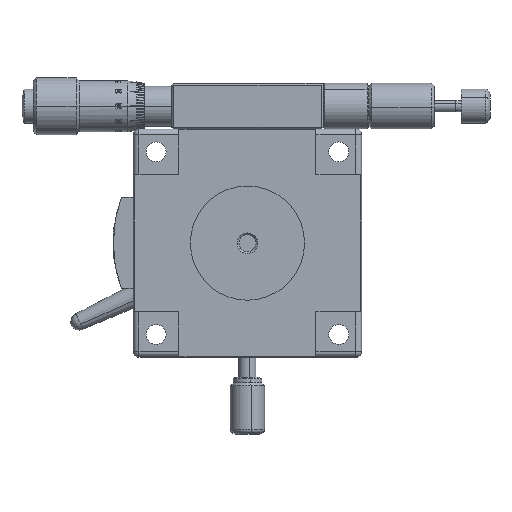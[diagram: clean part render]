
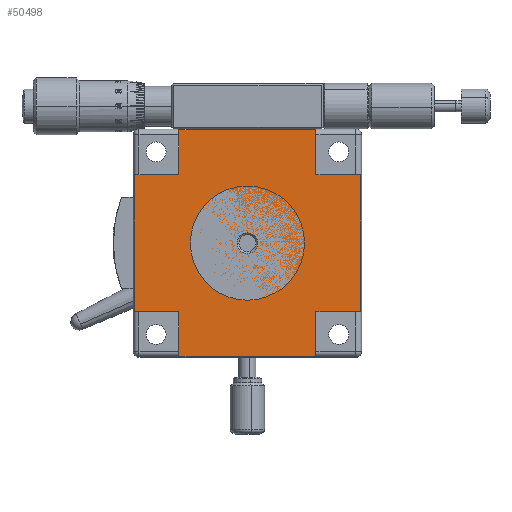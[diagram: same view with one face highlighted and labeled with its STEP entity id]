
A CAD part, front view. The second image highlights one B-rep face of the part: STEP entity #50498.
In plain terms, the highlighted planar face has unit normal (0, -1, 0).
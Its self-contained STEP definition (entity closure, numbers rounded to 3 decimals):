
#1155 = CARTESIAN_POINT ( 'NONE',  ( 0., 0., 0. ) ) ;
#3226 = DIRECTION ( 'NONE',  ( 0., 1., 0. ) ) ;
#3490 = CARTESIAN_POINT ( 'NONE',  ( -12., 0., -19.866 ) ) ;
#3616 = CARTESIAN_POINT ( 'NONE',  ( 12., 0., 20. ) ) ;
#3929 = PLANE ( 'NONE',  #109722 ) ;
#4138 = LINE ( 'NONE', #44834, #62242 ) ;
#4198 = LINE ( 'NONE', #34900, #122252 ) ;
#5475 = CARTESIAN_POINT ( 'NONE',  ( 12., 0., -19.866 ) ) ;
#6111 = VERTEX_POINT ( 'NONE', #46205 ) ;
#8299 = VERTEX_POINT ( 'NONE', #3490 ) ;
#8881 = VECTOR ( 'NONE', #39931, 1000. ) ;
#12632 = FACE_BOUND ( 'NONE', #87819, .T. ) ;
#13440 = AXIS2_PLACEMENT_3D ( 'NONE', #94668, #3226, #43924 ) ;
#13461 = EDGE_CURVE ( 'NONE', #126768, #57394, #22619, .T. ) ;
#13765 = DIRECTION ( 'NONE',  ( 0., 1., 0. ) ) ;
#14141 = CARTESIAN_POINT ( 'NONE',  ( -1.559, 0., 0.9 ) ) ;
#14547 = CARTESIAN_POINT ( 'NONE',  ( 12., 0., -12. ) ) ;
#15907 = ORIENTED_EDGE ( 'NONE', *, *, #65161, .T. ) ;
#16915 = VECTOR ( 'NONE', #66022, 1000. ) ;
#17301 = VERTEX_POINT ( 'NONE', #65137 ) ;
#19344 = ORIENTED_EDGE ( 'NONE', *, *, #75233, .F. ) ;
#22504 = CARTESIAN_POINT ( 'NONE',  ( 19.866, 0., 12. ) ) ;
#22619 = LINE ( 'NONE', #14547, #63849 ) ;
#23476 = ORIENTED_EDGE ( 'NONE', *, *, #85667, .F. ) ;
#25407 = ORIENTED_EDGE ( 'NONE', *, *, #46767, .T. ) ;
#26993 = CIRCLE ( 'NONE', #125006, 1.8 ) ;
#30209 = VECTOR ( 'NONE', #73157, 1000. ) ;
#30357 = CARTESIAN_POINT ( 'NONE',  ( -19.866, 0., -12. ) ) ;
#33077 = ORIENTED_EDGE ( 'NONE', *, *, #94576, .F. ) ;
#34900 = CARTESIAN_POINT ( 'NONE',  ( -20., 0., -12. ) ) ;
#35092 = ORIENTED_EDGE ( 'NONE', *, *, #114625, .T. ) ;
#37274 = VECTOR ( 'NONE', #73664, 1000. ) ;
#37677 = LINE ( 'NONE', #97120, #64360 ) ;
#38729 = VERTEX_POINT ( 'NONE', #5475 ) ;
#39931 = DIRECTION ( 'NONE',  ( 0., 0., -1. ) ) ;
#42674 = DIRECTION ( 'NONE',  ( 0., 1., 0. ) ) ;
#43924 = DIRECTION ( 'NONE',  ( 0.866, 0., -0.5 ) ) ;
#44078 = VERTEX_POINT ( 'NONE', #102927 ) ;
#44834 = CARTESIAN_POINT ( 'NONE',  ( -12., 0., -19.866 ) ) ;
#46205 = CARTESIAN_POINT ( 'NONE',  ( -12., 0., -12. ) ) ;
#46767 = EDGE_CURVE ( 'NONE', #8299, #38729, #4138, .T. ) ;
#47805 = DIRECTION ( 'NONE',  ( -1., 0., 0. ) ) ;
#50498 = ADVANCED_FACE ( 'NONE', ( #12632, #96699 ), #3929, .F. ) ;
#51010 = VERTEX_POINT ( 'NONE', #30357 ) ;
#51395 = ORIENTED_EDGE ( 'NONE', *, *, #82944, .F. ) ;
#52340 = LINE ( 'NONE', #73031, #65413 ) ;
#54650 = DIRECTION ( 'NONE',  ( 1., 0., 0. ) ) ;
#57394 = VERTEX_POINT ( 'NONE', #117240 ) ;
#61079 = VERTEX_POINT ( 'NONE', #108132 ) ;
#61851 = VERTEX_POINT ( 'NONE', #121799 ) ;
#62242 = VECTOR ( 'NONE', #66202, 1000. ) ;
#63294 = DIRECTION ( 'NONE',  ( -1., 0., 0. ) ) ;
#63849 = VECTOR ( 'NONE', #63294, 1000. ) ;
#64176 = CARTESIAN_POINT ( 'NONE',  ( 1.559, 0., -0.9 ) ) ;
#64360 = VECTOR ( 'NONE', #86457, 1000. ) ;
#64694 = LINE ( 'NONE', #96729, #16915 ) ;
#65137 = CARTESIAN_POINT ( 'NONE',  ( -19.866, 0., 12. ) ) ;
#65161 = EDGE_CURVE ( 'NONE', #127326, #85999, #88050, .T. ) ;
#65413 = VECTOR ( 'NONE', #82379, 1000. ) ;
#66022 = DIRECTION ( 'NONE',  ( 1., 0., 0. ) ) ;
#66202 = DIRECTION ( 'NONE',  ( 1., 0., 0. ) ) ;
#69837 = CARTESIAN_POINT ( 'NONE',  ( 12., 0., 19.866 ) ) ;
#70622 = LINE ( 'NONE', #3616, #8881 ) ;
#73031 = CARTESIAN_POINT ( 'NONE',  ( -12., 0., 20. ) ) ;
#73157 = DIRECTION ( 'NONE',  ( 0., 0., -1. ) ) ;
#73664 = DIRECTION ( 'NONE',  ( 0., 0., 1. ) ) ;
#75233 = EDGE_CURVE ( 'NONE', #17301, #61079, #64694, .T. ) ;
#75270 = VECTOR ( 'NONE', #91973, 1000. ) ;
#75309 = EDGE_LOOP ( 'NONE', ( #128945, #25407, #129292, #108176, #87628, #51395, #23476, #80511, #33077, #19344, #35092, #98248 ) ) ;
#76363 = LINE ( 'NONE', #112636, #75270 ) ;
#77871 = VECTOR ( 'NONE', #82547, 1000. ) ;
#77933 = LINE ( 'NONE', #118615, #77871 ) ;
#80511 = ORIENTED_EDGE ( 'NONE', *, *, #103123, .T. ) ;
#82356 = EDGE_CURVE ( 'NONE', #126768, #84335, #126336, .T. ) ;
#82379 = DIRECTION ( 'NONE',  ( 0., 0., 1. ) ) ;
#82547 = DIRECTION ( 'NONE',  ( 1., 0., 0. ) ) ;
#82944 = EDGE_CURVE ( 'NONE', #44078, #84335, #77933, .T. ) ;
#84062 = CARTESIAN_POINT ( 'NONE',  ( -20., 0., 20. ) ) ;
#84335 = VERTEX_POINT ( 'NONE', #22504 ) ;
#84440 = EDGE_CURVE ( 'NONE', #85999, #127326, #26993, .T. ) ;
#85667 = EDGE_CURVE ( 'NONE', #61851, #44078, #70622, .T. ) ;
#85999 = VERTEX_POINT ( 'NONE', #64176 ) ;
#86457 = DIRECTION ( 'NONE',  ( 0., 0., -1. ) ) ;
#87628 = ORIENTED_EDGE ( 'NONE', *, *, #82356, .T. ) ;
#87819 = EDGE_LOOP ( 'NONE', ( #15907, #127200 ) ) ;
#88050 = CIRCLE ( 'NONE', #13440, 1.8 ) ;
#91973 = DIRECTION ( 'NONE',  ( 0., 0., 1. ) ) ;
#94532 = DIRECTION ( 'NONE',  ( 0.866, 0., -0.5 ) ) ;
#94576 = EDGE_CURVE ( 'NONE', #61079, #109246, #52340, .T. ) ;
#94668 = CARTESIAN_POINT ( 'NONE',  ( 0., 0., 0. ) ) ;
#95794 = CARTESIAN_POINT ( 'NONE',  ( 12., 0., -12. ) ) ;
#96066 = CARTESIAN_POINT ( 'NONE',  ( -12., 0., 19.866 ) ) ;
#96699 = FACE_OUTER_BOUND ( 'NONE', #75309, .T. ) ;
#96729 = CARTESIAN_POINT ( 'NONE',  ( -20., 0., 12. ) ) ;
#97120 = CARTESIAN_POINT ( 'NONE',  ( -19.866, 0., 12. ) ) ;
#98248 = ORIENTED_EDGE ( 'NONE', *, *, #106931, .F. ) ;
#102272 = VECTOR ( 'NONE', #47805, 1000. ) ;
#102927 = CARTESIAN_POINT ( 'NONE',  ( 12., 0., 12. ) ) ;
#103123 = EDGE_CURVE ( 'NONE', #61851, #109246, #119874, .T. ) ;
#103690 = CARTESIAN_POINT ( 'NONE',  ( 19.866, 0., -12. ) ) ;
#105642 = DIRECTION ( 'NONE',  ( -1., 0., 0. ) ) ;
#105727 = CARTESIAN_POINT ( 'NONE',  ( 19.866, 0., -12. ) ) ;
#106931 = EDGE_CURVE ( 'NONE', #6111, #51010, #4198, .T. ) ;
#108132 = CARTESIAN_POINT ( 'NONE',  ( -12., 0., 12. ) ) ;
#108176 = ORIENTED_EDGE ( 'NONE', *, *, #13461, .F. ) ;
#108265 = EDGE_CURVE ( 'NONE', #8299, #6111, #76363, .T. ) ;
#109246 = VERTEX_POINT ( 'NONE', #96066 ) ;
#109722 = AXIS2_PLACEMENT_3D ( 'NONE', #84062, #42674, #54650 ) ;
#112636 = CARTESIAN_POINT ( 'NONE',  ( -12., 0., -12. ) ) ;
#114476 = EDGE_CURVE ( 'NONE', #57394, #38729, #114494, .T. ) ;
#114494 = LINE ( 'NONE', #95794, #30209 ) ;
#114625 = EDGE_CURVE ( 'NONE', #17301, #51010, #37677, .T. ) ;
#117240 = CARTESIAN_POINT ( 'NONE',  ( 12., 0., -12. ) ) ;
#118615 = CARTESIAN_POINT ( 'NONE',  ( 12., 0., 12. ) ) ;
#119874 = LINE ( 'NONE', #69837, #102272 ) ;
#121799 = CARTESIAN_POINT ( 'NONE',  ( 12., 0., 19.866 ) ) ;
#122252 = VECTOR ( 'NONE', #105642, 1000. ) ;
#125006 = AXIS2_PLACEMENT_3D ( 'NONE', #1155, #13765, #94532 ) ;
#126336 = LINE ( 'NONE', #103690, #37274 ) ;
#126768 = VERTEX_POINT ( 'NONE', #105727 ) ;
#127200 = ORIENTED_EDGE ( 'NONE', *, *, #84440, .T. ) ;
#127326 = VERTEX_POINT ( 'NONE', #14141 ) ;
#128945 = ORIENTED_EDGE ( 'NONE', *, *, #108265, .F. ) ;
#129292 = ORIENTED_EDGE ( 'NONE', *, *, #114476, .F. ) ;
